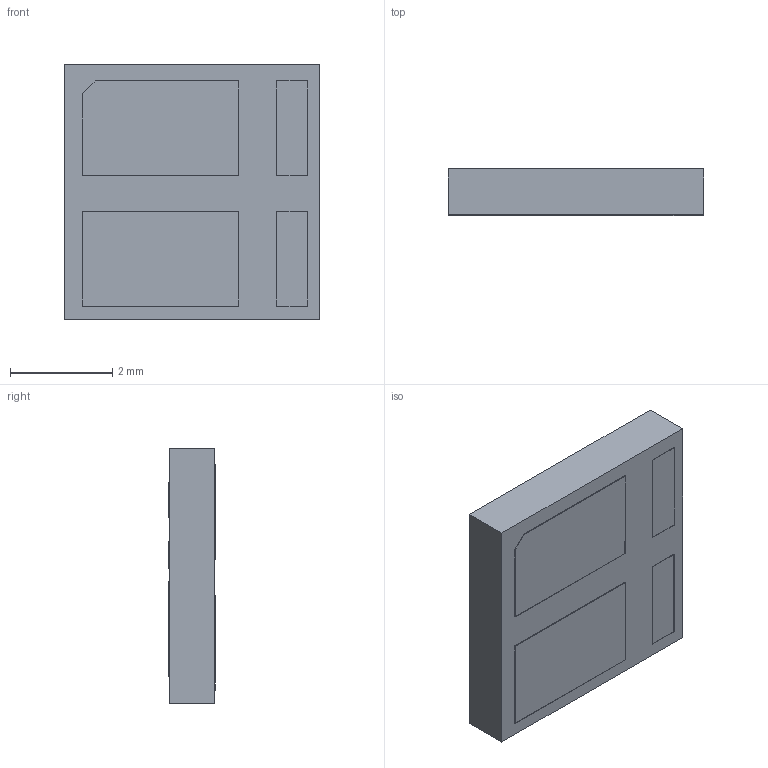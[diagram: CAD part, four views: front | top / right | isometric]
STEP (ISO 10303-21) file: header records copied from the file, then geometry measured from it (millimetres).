
FILE_DESCRIPTION (( 'STEP AP214' ), '1' );
FILE_NAME ('TBU-DT.STEP', '2022-04-26T13:53:17', ( '' ), ( '' ), 'SwSTEP 2.0', 'SolidWorks 2021', '' );
FILE_SCHEMA (( 'AUTOMOTIVE_DESIGN' ));
Length unit declared in the file: millimetre
Products named in the file (1): TBU-DT
Bounding box: 5 x 0.92 x 5 mm (x, y, z)
Volume: 22.6 mm3; surface area: 68.6 mm2
Topology: 1 solids, 1 shells, 174 faces, 462 edges, 308 vertices
Faces by surface type: plane 162, bspline 12
Entity records: 6080 total; most frequent: CARTESIAN_POINT 1613, ORIENTED_EDGE 924, DIRECTION 764, EDGE_CURVE 462, VECTOR 438, LINE 438, VERTEX_POINT 308, EDGE_LOOP 192
